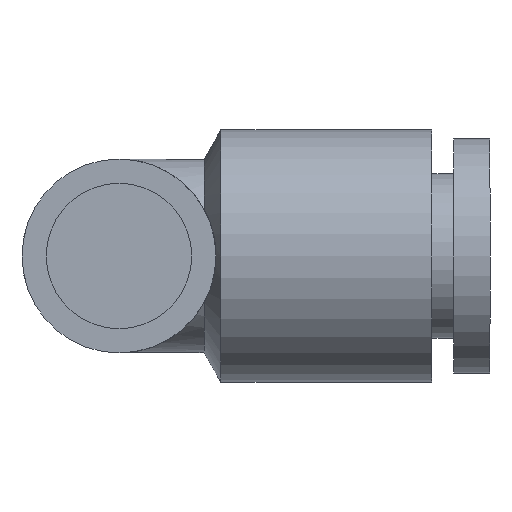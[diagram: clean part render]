
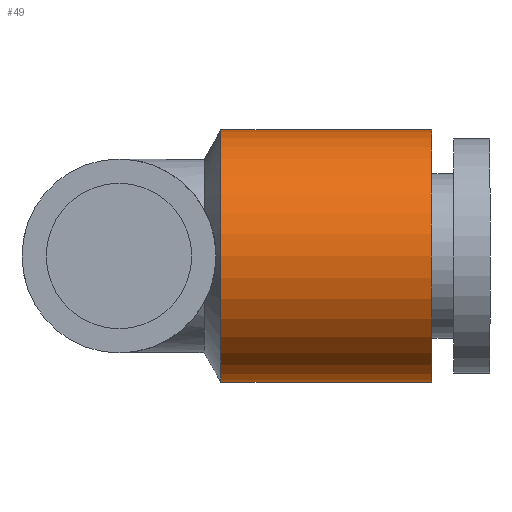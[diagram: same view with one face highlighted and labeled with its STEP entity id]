
A CAD part, front view. The second image highlights one B-rep face of the part: STEP entity #49.
In plain terms, the highlighted cylindrical face has radius 5.2 mm (diameter 10.4 mm), a full revolution.
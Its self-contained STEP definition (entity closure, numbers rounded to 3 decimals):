
#49 = ADVANCED_FACE( '', ( #105, #106 ), #107, .T. );
#105 = FACE_OUTER_BOUND( '', #168, .T. );
#106 = FACE_OUTER_BOUND( '', #169, .T. );
#107 = CYLINDRICAL_SURFACE( '', #170, 5.2 );
#168 = EDGE_LOOP( '', ( #235 ) );
#169 = EDGE_LOOP( '', ( #236 ) );
#170 = AXIS2_PLACEMENT_3D( '', #237, #238, #239 );
#235 = ORIENTED_EDGE( '', *, *, #311, .F. );
#236 = ORIENTED_EDGE( '', *, *, #313, .T. );
#237 = CARTESIAN_POINT( '', ( 15.3, 0., 0. ) );
#238 = DIRECTION( '', ( -1., 0., 0. ) );
#239 = DIRECTION( '', ( 0., 1., 0. ) );
#311 = EDGE_CURVE( '', #350, #350, #351, .T. );
#313 = EDGE_CURVE( '', #353, #353, #354, .T. );
#350 = VERTEX_POINT( '', #397 );
#351 = CIRCLE( '', #398, 5.2 );
#353 = VERTEX_POINT( '', #400 );
#354 = CIRCLE( '', #401, 5.2 );
#397 = CARTESIAN_POINT( '', ( 12.9, 5.2, 0. ) );
#398 = AXIS2_PLACEMENT_3D( '', #467, #468, #469 );
#400 = CARTESIAN_POINT( '', ( 4.2, 5.2, 0. ) );
#401 = AXIS2_PLACEMENT_3D( '', #470, #471, #472 );
#467 = CARTESIAN_POINT( '', ( 12.9, 0., 0. ) );
#468 = DIRECTION( '', ( 1., 0., 0. ) );
#469 = DIRECTION( '', ( 0., 1., 0. ) );
#470 = CARTESIAN_POINT( '', ( 4.2, 0., 0. ) );
#471 = DIRECTION( '', ( 1., 0., 0. ) );
#472 = DIRECTION( '', ( 0., 1., 0. ) );
